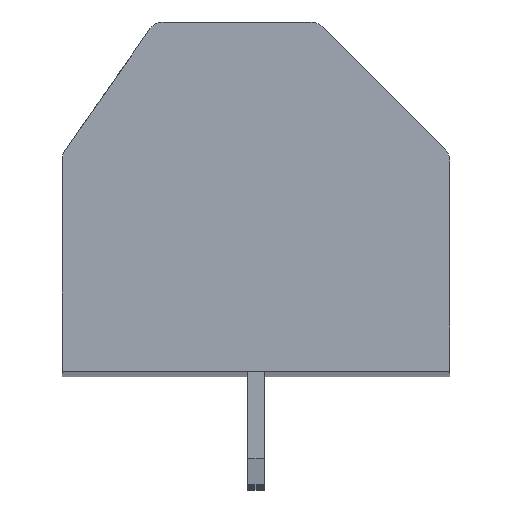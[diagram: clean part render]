
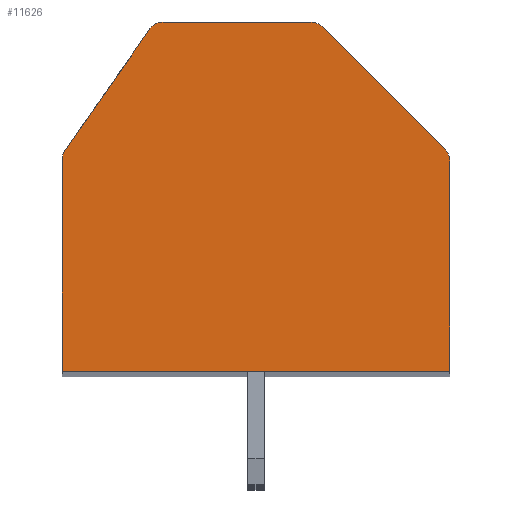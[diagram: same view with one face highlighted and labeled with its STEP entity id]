
A CAD part, top view. The second image highlights one B-rep face of the part: STEP entity #11626.
In plain terms, the highlighted planar face has unit normal (0, 0, 1).
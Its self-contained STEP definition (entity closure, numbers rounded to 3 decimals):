
#3697=CARTESIAN_POINT('',(1.693,4.9,3.));
#3698=DIRECTION('',(0.,0.,1.));
#3699=DIRECTION('',(0.707,0.707,0.));
#3700=AXIS2_PLACEMENT_3D('',#3697,#3698,#3699);
#3702=DIRECTION('',(-0.707,0.707,0.));
#3703=VECTOR('',#3702,5.384);
#3704=CARTESIAN_POINT('',(5.854,1.446,3.));
#3705=LINE('',#3704,#3703);
#3706=CARTESIAN_POINT('',(5.5,1.093,3.));
#3707=DIRECTION('',(0.,0.,1.));
#3708=DIRECTION('',(1.,0.,0.));
#3709=AXIS2_PLACEMENT_3D('',#3706,#3707,#3708);
#3711=DIRECTION('',(0.,1.,0.));
#3712=VECTOR('',#3711,6.493);
#3713=CARTESIAN_POINT('',(6.,-5.4,3.));
#3714=LINE('',#3713,#3712);
#3715=DIRECTION('',(1.,0.,0.));
#3716=VECTOR('',#3715,12.);
#3717=CARTESIAN_POINT('',(-6.,-5.4,3.));
#3718=LINE('',#3717,#3716);
#3719=DIRECTION('',(0.,-1.,0.));
#3720=VECTOR('',#3719,6.542);
#3721=CARTESIAN_POINT('',(-6.,1.142,3.));
#3722=LINE('',#3721,#3720);
#3723=CARTESIAN_POINT('',(-5.5,1.142,3.));
#3724=DIRECTION('',(0.,0.,1.));
#3725=DIRECTION('',(-0.819,0.574,0.));
#3726=AXIS2_PLACEMENT_3D('',#3723,#3724,#3725);
#3728=DIRECTION('',(-0.574,-0.819,0.));
#3729=VECTOR('',#3728,4.587);
#3730=CARTESIAN_POINT('',(-3.278,5.187,3.));
#3731=LINE('',#3730,#3729);
#3732=CARTESIAN_POINT('',(-2.869,4.9,3.));
#3733=DIRECTION('',(0.,0.,1.));
#3734=DIRECTION('',(0.,1.,0.));
#3735=AXIS2_PLACEMENT_3D('',#3732,#3733,#3734);
#3737=DIRECTION('',(-1.,0.,0.));
#3738=VECTOR('',#3737,4.562);
#3739=CARTESIAN_POINT('',(1.693,5.4,3.));
#3740=LINE('',#3739,#3738);
#4865=CARTESIAN_POINT('',(-6.,-5.4,3.));
#4866=CARTESIAN_POINT('',(6.,-5.4,3.));
#4867=VERTEX_POINT('',#4865);
#4868=VERTEX_POINT('',#4866);
#5025=CARTESIAN_POINT('',(2.046,5.254,3.));
#5026=VERTEX_POINT('',#5025);
#5027=CARTESIAN_POINT('',(1.693,5.4,3.));
#5028=VERTEX_POINT('',#5027);
#5033=CARTESIAN_POINT('',(6.,1.093,3.));
#5034=VERTEX_POINT('',#5033);
#5035=CARTESIAN_POINT('',(5.854,1.446,3.));
#5036=VERTEX_POINT('',#5035);
#5041=CARTESIAN_POINT('',(-2.869,5.4,3.));
#5042=VERTEX_POINT('',#5041);
#5043=CARTESIAN_POINT('',(-3.278,5.187,3.));
#5044=VERTEX_POINT('',#5043);
#5049=CARTESIAN_POINT('',(-5.91,1.429,3.));
#5050=VERTEX_POINT('',#5049);
#5051=CARTESIAN_POINT('',(-6.,1.142,3.));
#5052=VERTEX_POINT('',#5051);
#11609=CARTESIAN_POINT('',(0.,0.,3.));
#11610=DIRECTION('',(0.,0.,1.));
#11611=DIRECTION('',(1.,0.,0.));
#11612=AXIS2_PLACEMENT_3D('',#11609,#11610,#11611);
#11613=PLANE('',#11612);
#11614=ORIENTED_EDGE('',*,*,#6457,.F.);
#11615=ORIENTED_EDGE('',*,*,#6473,.F.);
#11616=ORIENTED_EDGE('',*,*,#9066,.F.);
#11617=ORIENTED_EDGE('',*,*,#9081,.F.);
#11618=ORIENTED_EDGE('',*,*,#9094,.F.);
#11619=ORIENTED_EDGE('',*,*,#9307,.F.);
#11620=ORIENTED_EDGE('',*,*,#9322,.F.);
#11621=ORIENTED_EDGE('',*,*,#9335,.F.);
#11622=ORIENTED_EDGE('',*,*,#11590,.F.);
#11623=ORIENTED_EDGE('',*,*,#11602,.F.);
#11624=EDGE_LOOP('',(#11614,#11615,#11616,#11617,#11618,#11619,#11620,#11621,
#11622,#11623));
#11625=FACE_OUTER_BOUND('',#11624,.F.);
#3701=CIRCLE('',#3700,0.5);
#3710=CIRCLE('',#3709,0.5);
#3727=CIRCLE('',#3726,0.5);
#3736=CIRCLE('',#3735,0.5);
#6457=EDGE_CURVE('',#5026,#5028,#3701,.T.);
#6473=EDGE_CURVE('',#5036,#5026,#3705,.T.);
#9066=EDGE_CURVE('',#5034,#5036,#3710,.T.);
#9081=EDGE_CURVE('',#4868,#5034,#3714,.T.);
#9094=EDGE_CURVE('',#4867,#4868,#3718,.T.);
#9307=EDGE_CURVE('',#5052,#4867,#3722,.T.);
#9322=EDGE_CURVE('',#5050,#5052,#3727,.T.);
#9335=EDGE_CURVE('',#5044,#5050,#3731,.T.);
#11590=EDGE_CURVE('',#5042,#5044,#3736,.T.);
#11602=EDGE_CURVE('',#5028,#5042,#3740,.T.);
#11626=ADVANCED_FACE('',(#11625),#11613,.T.);
